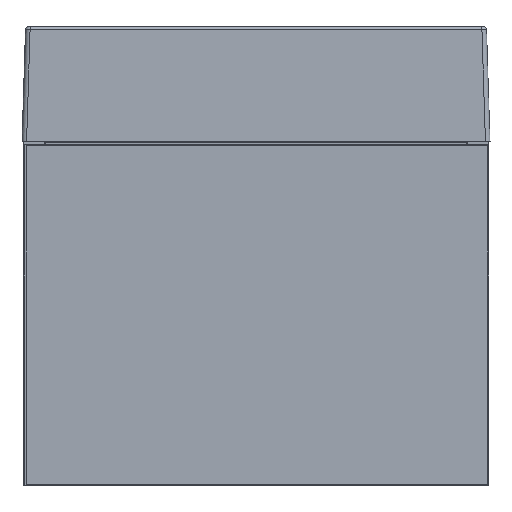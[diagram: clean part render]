
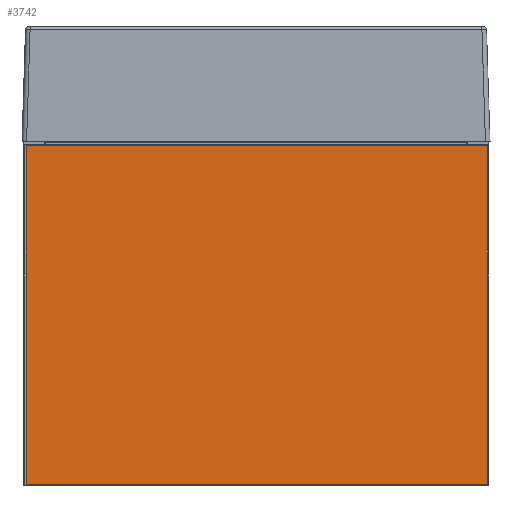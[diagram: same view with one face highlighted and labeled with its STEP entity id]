
A CAD part, front view. The second image highlights one B-rep face of the part: STEP entity #3742.
In plain terms, the highlighted planar face has unit normal (0, -1, 0).
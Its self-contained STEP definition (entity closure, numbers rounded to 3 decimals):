
#99=PLANE('',#4087);
#514=FACE_OUTER_BOUND('',#752,.T.);
#752=EDGE_LOOP('',(#3115,#3116,#3117,#3118));
#939=LINE('',#14016,#1263);
#943=LINE('',#14023,#1267);
#946=LINE('',#14029,#1270);
#948=LINE('',#14032,#1272);
#1263=VECTOR('',#4655,1.);
#1267=VECTOR('',#4661,1.);
#1270=VECTOR('',#4666,1.);
#1272=VECTOR('',#4670,1.);
#1779=VERTEX_POINT('',#14013);
#1780=VERTEX_POINT('',#14015);
#1782=VERTEX_POINT('',#14021);
#1784=VERTEX_POINT('',#14027);
#2241=EDGE_CURVE('',#1780,#1779,#939,.T.);
#2245=EDGE_CURVE('',#1779,#1782,#943,.T.);
#2248=EDGE_CURVE('',#1782,#1784,#946,.T.);
#2250=EDGE_CURVE('',#1784,#1780,#948,.T.);
#3115=ORIENTED_EDGE('',*,*,#2241,.T.);
#3116=ORIENTED_EDGE('',*,*,#2245,.T.);
#3117=ORIENTED_EDGE('',*,*,#2248,.T.);
#3118=ORIENTED_EDGE('',*,*,#2250,.T.);
#3742=ADVANCED_FACE('',(#514),#99,.T.);
#4087=AXIS2_PLACEMENT_3D('',#14034,#4673,#4674);
#4655=DIRECTION('',(1.,0.,0.));
#4661=DIRECTION('',(0.,0.,1.));
#4666=DIRECTION('',(-1.,0.,0.));
#4670=DIRECTION('',(0.,0.,-1.));
#4673=DIRECTION('center_axis',(0.,-1.,0.));
#4674=DIRECTION('ref_axis',(0.,0.,-1.));
#14013=CARTESIAN_POINT('',(404.,-223.,1.));
#14015=CARTESIAN_POINT('',(2.,-223.,1.));
#14016=CARTESIAN_POINT('',(303.5,-223.,1.));
#14021=CARTESIAN_POINT('',(404.,-223.,296.));
#14023=CARTESIAN_POINT('',(404.,-223.,222.25));
#14027=CARTESIAN_POINT('',(2.,-223.,296.));
#14029=CARTESIAN_POINT('',(102.5,-223.,296.));
#14032=CARTESIAN_POINT('',(2.,-223.,74.75));
#14034=CARTESIAN_POINT('Origin',(203.,-223.,148.5));
